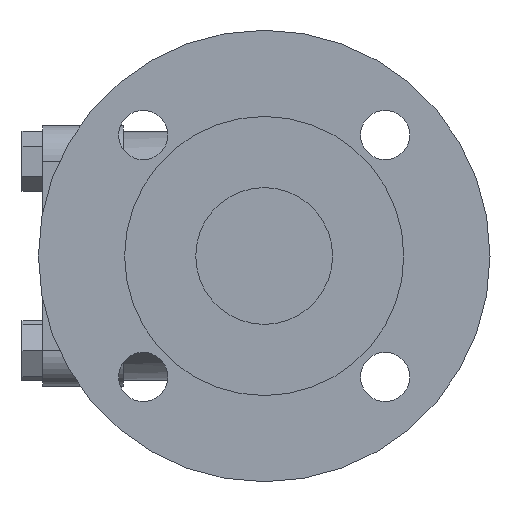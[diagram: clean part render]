
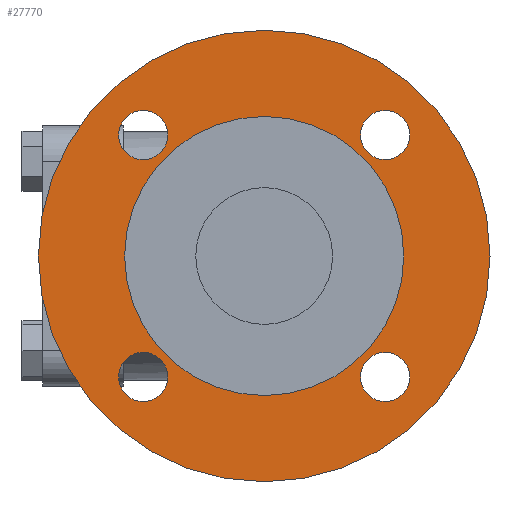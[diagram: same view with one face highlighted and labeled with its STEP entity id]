
A CAD part, left-side view. The second image highlights one B-rep face of the part: STEP entity #27770.
In plain terms, the highlighted planar face has unit normal (-1, 0, 0).
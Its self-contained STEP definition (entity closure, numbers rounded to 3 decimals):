
#7670=CARTESIAN_POINT('',(4.3,0.,82.5));
#7680=VERTEX_POINT('',#7670);
#7710=CARTESIAN_POINT('',(4.3,0.,0.));
#7720=DIRECTION('',(1.,0.,0.));
#7730=DIRECTION('',(0.,0.,-1.));
#7740=AXIS2_PLACEMENT_3D('',#7710,#7720,#7730);
#7750=CIRCLE('',#7740,82.5);
#7760=CARTESIAN_POINT('',(4.3,82.5,0.));
#7770=VERTEX_POINT('',#7760);
#7780=EDGE_CURVE('',#7770,#7680,#7750,.T.);
#7800=CARTESIAN_POINT('',(4.3,0.,-82.5));
#7810=VERTEX_POINT('',#7800);
#7820=EDGE_CURVE('',#7810,#7770,#7750,.T.);
#8130=CARTESIAN_POINT('',(4.3,44.194,-35.194));
#8140=VERTEX_POINT('',#8130);
#8170=CARTESIAN_POINT('',(4.3,44.194,-44.194));
#8180=DIRECTION('',(-1.,0.,0.));
#8190=DIRECTION('',(0.,0.,-1.));
#8200=AXIS2_PLACEMENT_3D('',#8170,#8180,#8190);
#8210=CIRCLE('',#8200,9.);
#8220=CARTESIAN_POINT('',(4.3,44.194,-53.194));
#8230=VERTEX_POINT('',#8220);
#8240=EDGE_CURVE('',#8230,#8140,#8210,.T.);
#8550=CARTESIAN_POINT('',(4.3,-44.194,-53.194));
#8560=VERTEX_POINT('',#8550);
#8590=CARTESIAN_POINT('',(4.3,-44.194,-44.194));
#8600=DIRECTION('',(-1.,0.,0.));
#8610=DIRECTION('',(0.,0.,-1.));
#8620=AXIS2_PLACEMENT_3D('',#8590,#8600,#8610);
#8630=CIRCLE('',#8620,9.);
#8640=CARTESIAN_POINT('',(4.3,-44.194,-35.194));
#8650=VERTEX_POINT('',#8640);
#8660=EDGE_CURVE('',#8650,#8560,#8630,.T.);
#8970=CARTESIAN_POINT('',(4.3,-44.194,35.194));
#8980=VERTEX_POINT('',#8970);
#9010=CARTESIAN_POINT('',(4.3,-44.194,44.194));
#9020=DIRECTION('',(-1.,0.,0.));
#9030=DIRECTION('',(0.,0.,-1.));
#9040=AXIS2_PLACEMENT_3D('',#9010,#9020,#9030);
#9050=CIRCLE('',#9040,9.);
#9060=CARTESIAN_POINT('',(4.3,-44.194,53.194));
#9070=VERTEX_POINT('',#9060);
#9080=EDGE_CURVE('',#9070,#8980,#9050,.T.);
#9390=CARTESIAN_POINT('',(4.3,44.194,35.194));
#9400=VERTEX_POINT('',#9390);
#9560=CARTESIAN_POINT('',(4.3,44.194,53.194));
#9570=VERTEX_POINT('',#9560);
#9600=CARTESIAN_POINT('',(4.3,44.194,44.194));
#9610=DIRECTION('',(-1.,0.,0.));
#9620=DIRECTION('',(0.,0.,-1.));
#9630=AXIS2_PLACEMENT_3D('',#9600,#9610,#9620);
#9640=CIRCLE('',#9630,9.);
#9650=EDGE_CURVE('',#9400,#9570,#9640,.T.);
#9810=CARTESIAN_POINT('',(4.3,-51.,0.));
#9820=VERTEX_POINT('',#9810);
#9980=CARTESIAN_POINT('',(4.3,51.,0.));
#9990=VERTEX_POINT('',#9980);
#10020=CARTESIAN_POINT('',(4.3,0.,0.));
#10030=DIRECTION('',(-1.,0.,0.));
#10040=DIRECTION('',(0.,1.,0.));
#10050=AXIS2_PLACEMENT_3D('',#10020,#10030,#10040);
#10060=CIRCLE('',#10050,51.);
#10070=EDGE_CURVE('',#9820,#9990,#10060,.T.);
#27410=CARTESIAN_POINT('',(4.3,66.75,0.));
#27420=DIRECTION('',(1.,0.,0.));
#27430=DIRECTION('',(0.,-1.,0.));
#27440=AXIS2_PLACEMENT_3D('',#27410,#27420,#27430);
#27450=PLANE('',#27440);
#27460=ORIENTED_EDGE('',*,*,#8240,.F.);
#27470=EDGE_CURVE('',#8140,#8230,#8210,.T.);
#27480=ORIENTED_EDGE('',*,*,#27470,.F.);
#27490=EDGE_LOOP('',(#27480,#27460));
#27500=FACE_BOUND('',#27490,.T.);
#27510=EDGE_CURVE('',#8560,#8650,#8630,.T.);
#27520=ORIENTED_EDGE('',*,*,#27510,.F.);
#27530=ORIENTED_EDGE('',*,*,#8660,.F.);
#27540=EDGE_LOOP('',(#27530,#27520));
#27550=FACE_BOUND('',#27540,.T.);
#27560=EDGE_CURVE('',#8980,#9070,#9050,.T.);
#27570=ORIENTED_EDGE('',*,*,#27560,.F.);
#27580=ORIENTED_EDGE('',*,*,#9080,.F.);
#27590=EDGE_LOOP('',(#27580,#27570));
#27600=FACE_BOUND('',#27590,.T.);
#27610=EDGE_CURVE('',#9570,#9400,#9640,.T.);
#27620=ORIENTED_EDGE('',*,*,#27610,.F.);
#27630=ORIENTED_EDGE('',*,*,#9650,.F.);
#27640=EDGE_LOOP('',(#27630,#27620));
#27650=FACE_BOUND('',#27640,.T.);
#27660=ORIENTED_EDGE('',*,*,#7780,.F.);
#27670=EDGE_CURVE('',#7680,#7810,#7750,.T.);
#27680=ORIENTED_EDGE('',*,*,#27670,.F.);
#27690=ORIENTED_EDGE('',*,*,#7820,.F.);
#27700=EDGE_LOOP('',(#27690,#27680,#27660));
#27710=FACE_OUTER_BOUND('',#27700,.T.);
#27720=EDGE_CURVE('',#9990,#9820,#10060,.T.);
#27730=ORIENTED_EDGE('',*,*,#27720,.F.);
#27740=ORIENTED_EDGE('',*,*,#10070,.F.);
#27750=EDGE_LOOP('',(#27740,#27730));
#27760=FACE_BOUND('',#27750,.T.);
#27770=ADVANCED_FACE('',(#27500,#27550,#27600,#27650,#27710,#27760),
#27450,.F.);
